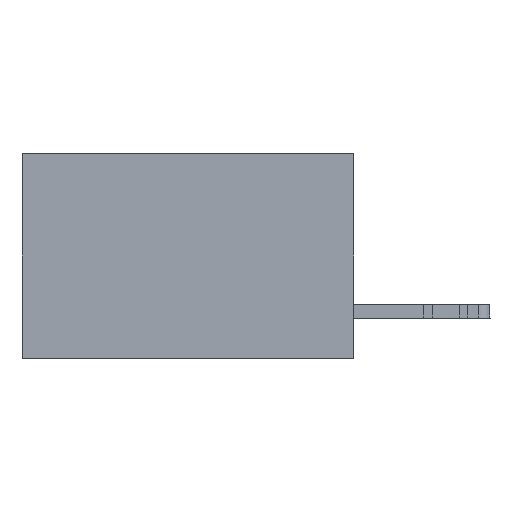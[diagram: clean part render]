
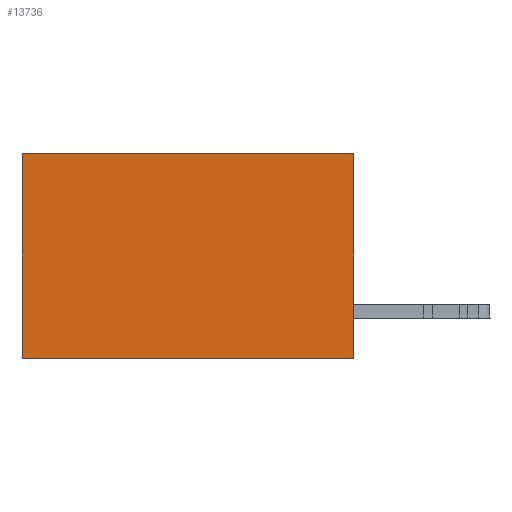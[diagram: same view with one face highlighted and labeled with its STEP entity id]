
A CAD part, left-side view. The second image highlights one B-rep face of the part: STEP entity #13736.
In plain terms, the highlighted planar face has unit normal (-1, 0, 0).
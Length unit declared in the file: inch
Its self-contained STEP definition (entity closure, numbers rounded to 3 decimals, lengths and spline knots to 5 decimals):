
#41 = ORIENTED_EDGE ( 'NONE', *, *, #6583, .F. ) ;
#927 = LINE ( 'NONE', #17214, #6289 ) ;
#1281 = EDGE_CURVE ( 'NONE', #19228, #16491, #927, .T. ) ;
#2615 = CARTESIAN_POINT ( 'NONE',  ( 0.2875, 0., 0. ) ) ;
#2856 = DIRECTION ( 'NONE',  ( 0., 0., -1. ) ) ;
#2893 = CARTESIAN_POINT ( 'NONE',  ( 0.2875, 0., -0.37 ) ) ;
#4276 = LINE ( 'NONE', #6259, #47796 ) ;
#5116 = VERTEX_POINT ( 'NONE', #38576 ) ;
#6247 = PLANE ( 'NONE',  #20570 ) ;
#6259 = CARTESIAN_POINT ( 'NONE',  ( 0.2875, 0., 0. ) ) ;
#6289 = VECTOR ( 'NONE', #9654, 39.37008 ) ;
#6583 = EDGE_CURVE ( 'NONE', #8288, #16491, #16191, .T. ) ;
#8288 = VERTEX_POINT ( 'NONE', #22968 ) ;
#9654 = DIRECTION ( 'NONE',  ( 0., 0., -1. ) ) ;
#11033 = ORIENTED_EDGE ( 'NONE', *, *, #27112, .F. ) ;
#13736 = ADVANCED_FACE ( 'NONE', ( #14240 ), #6247, .F. ) ;
#14240 = FACE_OUTER_BOUND ( 'NONE', #41960, .T. ) ;
#14803 = ORIENTED_EDGE ( 'NONE', *, *, #20188, .T. ) ;
#16191 = LINE ( 'NONE', #2893, #28532 ) ;
#16491 = VERTEX_POINT ( 'NONE', #46404 ) ;
#17214 = CARTESIAN_POINT ( 'NONE',  ( 0.2875, 0.6, 0. ) ) ;
#19228 = VERTEX_POINT ( 'NONE', #24308 ) ;
#19477 = VECTOR ( 'NONE', #39341, 39.37008 ) ;
#20188 = EDGE_CURVE ( 'NONE', #5116, #19228, #24935, .T. ) ;
#20570 = AXIS2_PLACEMENT_3D ( 'NONE', #21596, #20922, #2856 ) ;
#20922 = DIRECTION ( 'NONE',  ( 1., 0., 0. ) ) ;
#21596 = CARTESIAN_POINT ( 'NONE',  ( 0.2875, 0., 0. ) ) ;
#22968 = CARTESIAN_POINT ( 'NONE',  ( 0.2875, 0., -0.37 ) ) ;
#24308 = CARTESIAN_POINT ( 'NONE',  ( 0.2875, 0.6, 0. ) ) ;
#24935 = LINE ( 'NONE', #2615, #19477 ) ;
#25232 = DIRECTION ( 'NONE',  ( 0., 1., 0. ) ) ;
#27112 = EDGE_CURVE ( 'NONE', #5116, #8288, #4276, .T. ) ;
#28532 = VECTOR ( 'NONE', #25232, 39.37008 ) ;
#33263 = ORIENTED_EDGE ( 'NONE', *, *, #1281, .T. ) ;
#35531 = DIRECTION ( 'NONE',  ( 0., 0., -1. ) ) ;
#38576 = CARTESIAN_POINT ( 'NONE',  ( 0.2875, 0., 0. ) ) ;
#39341 = DIRECTION ( 'NONE',  ( 0., 1., 0. ) ) ;
#41960 = EDGE_LOOP ( 'NONE', ( #33263, #41, #11033, #14803 ) ) ;
#46404 = CARTESIAN_POINT ( 'NONE',  ( 0.2875, 0.6, -0.37 ) ) ;
#47796 = VECTOR ( 'NONE', #35531, 39.37008 ) ;
